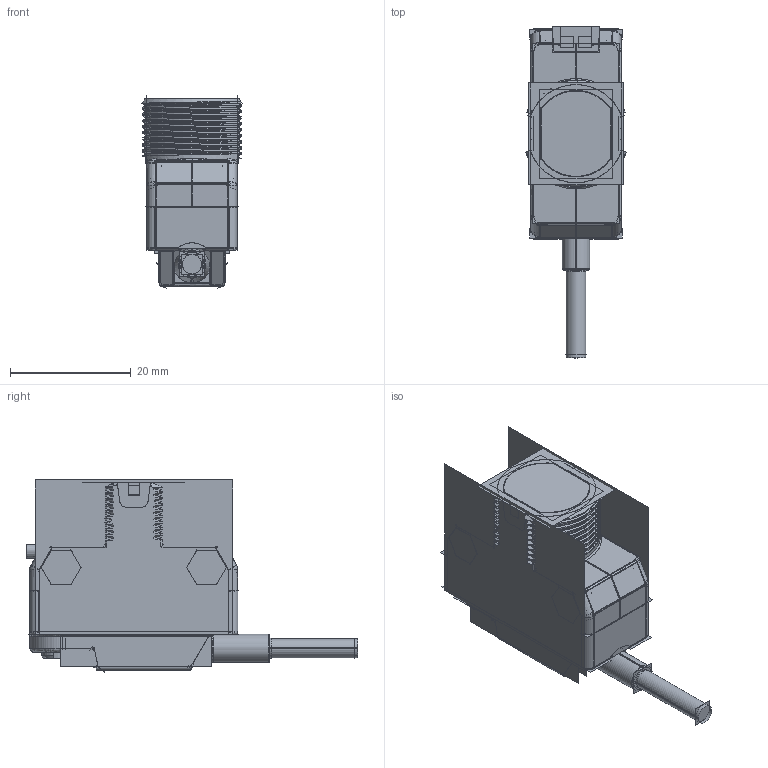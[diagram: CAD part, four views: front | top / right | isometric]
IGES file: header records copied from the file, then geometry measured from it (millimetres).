
Start section:  PTC IGES file: 139700_sm01.igs
Global section: file name: 139700_sm01.igs; native system: Creo Parametric by PTC Inc.; preprocessor: 2019292; author: PDMAdmin; organization: Unknown; date: 20221013.111953; units: millimetre
Bounding box: 16.61 x 55 x 31.85 mm (x, y, z)
Volume: 11193.7 mm3; surface area: 21463.8 mm2
Topology: 2 solids, 4 shells, 890 faces, 4380 edges, 5430 vertices
Faces by surface type: bspline 540, revolution 350
